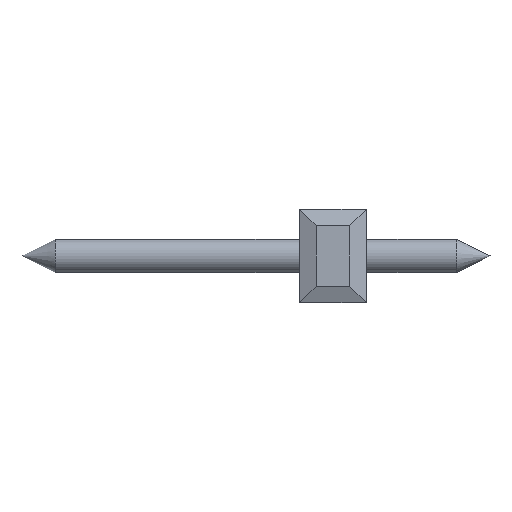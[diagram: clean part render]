
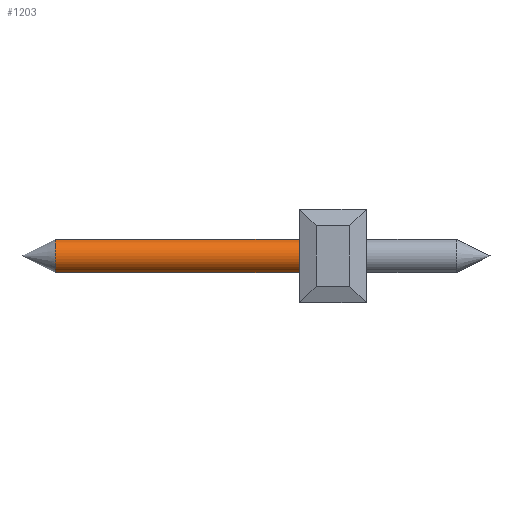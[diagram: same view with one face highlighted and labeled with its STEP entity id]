
A CAD part, left-side view. The second image highlights one B-rep face of the part: STEP entity #1203.
In plain terms, the highlighted cylindrical face has radius 0.5 mm (diameter 1 mm), a full revolution.
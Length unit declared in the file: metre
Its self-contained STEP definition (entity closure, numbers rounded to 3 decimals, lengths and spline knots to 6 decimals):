
#1203=ADVANCED_FACE('',(#2468,#2469),#2470,.T.);
#2468=FACE_OUTER_BOUND('',#3735,.T.);
#2469=FACE_OUTER_BOUND('',#3736,.T.);
#2470=CYLINDRICAL_SURFACE('',#3737,0.0005);
#3735=EDGE_LOOP('',(#7092));
#3736=EDGE_LOOP('',(#7093));
#3737=AXIS2_PLACEMENT_3D('',#7094,#7095,#7096);
#7092=ORIENTED_EDGE('',*,*,#7568,.F.);
#7093=ORIENTED_EDGE('',*,*,#8089,.T.);
#7094=CARTESIAN_POINT('',(0.168185,0.131078,0.0713));
#7095=DIRECTION('',(0.,-1.0,0.0));
#7096=DIRECTION('',(1.0,0.,0.0));
#7568=EDGE_CURVE('',#9087,#9087,#9088,.F.);
#8089=EDGE_CURVE('',#9880,#9880,#9881,.F.);
#9087=VERTEX_POINT('',#11200);
#9088=CIRCLE('',#11201,0.0005);
#9880=VERTEX_POINT('',#12389);
#9881=CIRCLE('',#12390,0.0005);
#11200=CARTESIAN_POINT('',(0.167685,0.122578,0.0713));
#11201=AXIS2_PLACEMENT_3D('',#13230,#13231,#13232);
#12389=CARTESIAN_POINT('',(0.167685,0.130078,0.0713));
#12390=AXIS2_PLACEMENT_3D('',#13635,#13636,#13637);
#13230=CARTESIAN_POINT('',(0.168185,0.122578,0.0713));
#13231=DIRECTION('',(0.,1.0,0.));
#13232=DIRECTION('',(-1.0,0.,0.));
#13635=CARTESIAN_POINT('',(0.168185,0.130078,0.0713));
#13636=DIRECTION('',(0.,1.0,-0.0));
#13637=DIRECTION('',(-1.0,0.,0.0));
